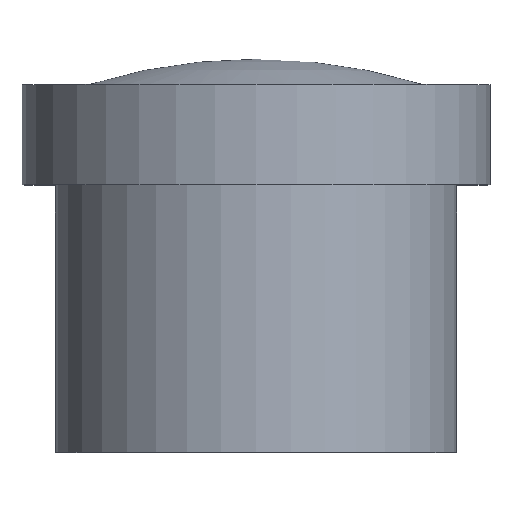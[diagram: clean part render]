
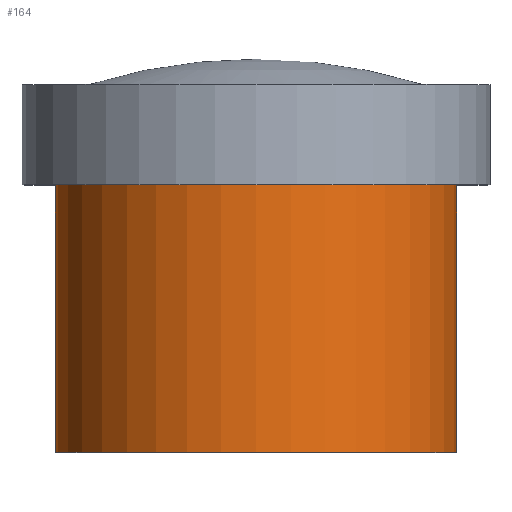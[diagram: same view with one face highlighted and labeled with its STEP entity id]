
A CAD part, top view. The second image highlights one B-rep face of the part: STEP entity #164.
In plain terms, the highlighted cylindrical face has radius 6 mm (diameter 12 mm), a full revolution.
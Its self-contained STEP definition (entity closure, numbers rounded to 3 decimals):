
#39=FACE_OUTER_BOUND('',#50,.T.);
#50=EDGE_LOOP('',(#134,#135,#136,#137,#138,#139));
#58=LINE('',#352,#62);
#62=VECTOR('',#294,6.);
#69=CIRCLE('',#239,6.);
#70=CIRCLE('',#240,6.);
#73=CIRCLE('',#246,6.);
#74=CIRCLE('',#247,6.);
#85=VERTEX_POINT('',#339);
#86=VERTEX_POINT('',#340);
#89=VERTEX_POINT('',#351);
#90=VERTEX_POINT('',#353);
#102=EDGE_CURVE('',#85,#86,#69,.T.);
#103=EDGE_CURVE('',#86,#85,#70,.T.);
#107=EDGE_CURVE('',#86,#89,#58,.T.);
#108=EDGE_CURVE('',#89,#90,#73,.T.);
#109=EDGE_CURVE('',#90,#89,#74,.T.);
#134=ORIENTED_EDGE('',*,*,#102,.F.);
#135=ORIENTED_EDGE('',*,*,#103,.F.);
#136=ORIENTED_EDGE('',*,*,#107,.T.);
#137=ORIENTED_EDGE('',*,*,#108,.T.);
#138=ORIENTED_EDGE('',*,*,#109,.T.);
#139=ORIENTED_EDGE('',*,*,#107,.F.);
#158=CYLINDRICAL_SURFACE('',#245,6.);
#164=ADVANCED_FACE('',(#39),#158,.T.);
#239=AXIS2_PLACEMENT_3D('',#341,#279,#280);
#240=AXIS2_PLACEMENT_3D('',#342,#281,#282);
#245=AXIS2_PLACEMENT_3D('',#350,#292,#293);
#246=AXIS2_PLACEMENT_3D('',#354,#295,#296);
#247=AXIS2_PLACEMENT_3D('',#355,#297,#298);
#279=DIRECTION('center_axis',(0.,1.,0.));
#280=DIRECTION('ref_axis',(-1.,0.,0.));
#281=DIRECTION('center_axis',(0.,1.,0.));
#282=DIRECTION('ref_axis',(-1.,0.,0.));
#292=DIRECTION('center_axis',(0.,1.,0.));
#293=DIRECTION('ref_axis',(-1.,0.,0.));
#294=DIRECTION('',(0.,-1.,0.));
#295=DIRECTION('center_axis',(0.,1.,0.));
#296=DIRECTION('ref_axis',(-1.,0.,0.));
#297=DIRECTION('center_axis',(0.,1.,0.));
#298=DIRECTION('ref_axis',(-1.,0.,0.));
#339=CARTESIAN_POINT('',(-6.,8.,0.));
#340=CARTESIAN_POINT('',(6.,8.,0.));
#341=CARTESIAN_POINT('Origin',(0.,8.,0.));
#342=CARTESIAN_POINT('Origin',(0.,8.,0.));
#350=CARTESIAN_POINT('Origin',(0.,0.,0.));
#351=CARTESIAN_POINT('',(6.,0.,0.));
#352=CARTESIAN_POINT('',(6.,0.,0.));
#353=CARTESIAN_POINT('',(-6.,0.,0.));
#354=CARTESIAN_POINT('Origin',(0.,0.,0.));
#355=CARTESIAN_POINT('Origin',(0.,0.,0.));
